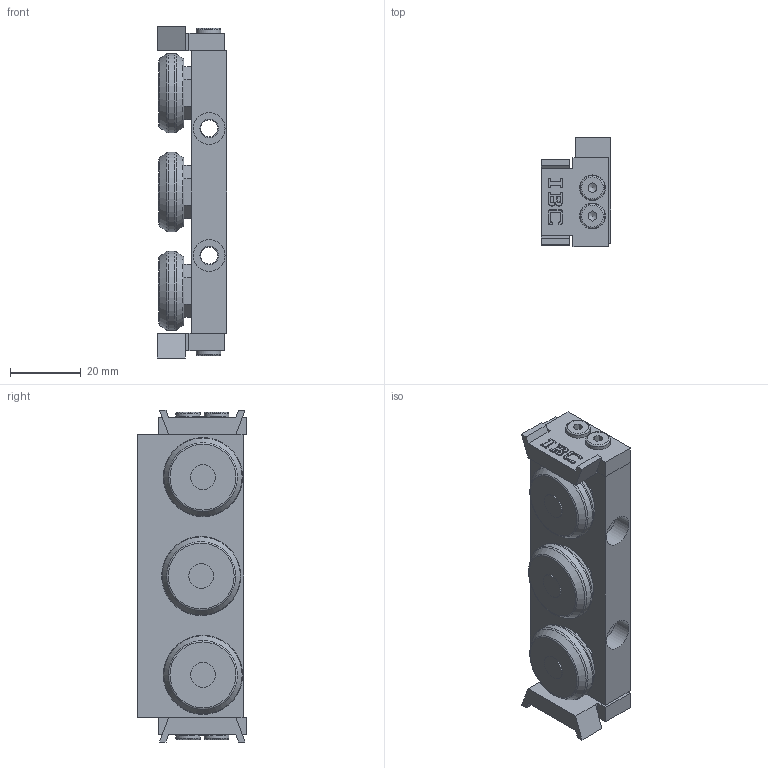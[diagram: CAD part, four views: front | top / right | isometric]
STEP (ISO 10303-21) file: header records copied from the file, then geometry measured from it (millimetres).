
FILE_DESCRIPTION((''),'2;1');
FILE_NAME('CR 28H-21.2RS.AU.stp','2011-02-21T13:21:00',('MKoza'),(''),'Autodesk Inventor 2009','Autodesk Inventor 2009','');
FILE_SCHEMA(('AUTOMOTIVE_DESIGN { 1 0 10303 214 1 1 1 1 }'));
Length unit declared in the file: millimetre
Products named in the file (7): CR 28H-.2RS.AU; LL.CR 28H-21; ABS U28H; DIN 7984 M4 x 6; CBRS(E) 23-28H.2RS; DIN 7984 M5 x 10; DIN 7984 M5 x 8
Assembly tree (13 placements, depth 2):
  CR 28H-.2RS.AU
    LL.CR 28H-21
    ABS U28H  x2
    DIN 7984 M4 x 6  x4
    CBRS(E) 23-28H.2RS  x3
    DIN 7984 M5 x 10  x2
    DIN 7984 M5 x 8
Bounding box: 19.7 x 30.8 x 94 mm (x, y, z)
Volume: 34829.6 mm3; surface area: 18457.5 mm2
Topology: 13 solids, 13 shells, 466 faces, 1090 edges, 680 vertices
Faces by surface type: plane 218, cylinder 117, bspline 65, torus 43, cone 23
Full cylindrical faces by diameter (mm): 4 x4, 5 x3, 7 x7, 8.5 x3, 10 x3, 22.4 x3
Entity records: 7144 total; most frequent: CARTESIAN_POINT 1945, DIRECTION 1022, ORIENTED_EDGE 944, EDGE_CURVE 472, AXIS2_PLACEMENT_3D 376, EDGE_LOOP 334, VERTEX_POINT 326, VECTOR 270
